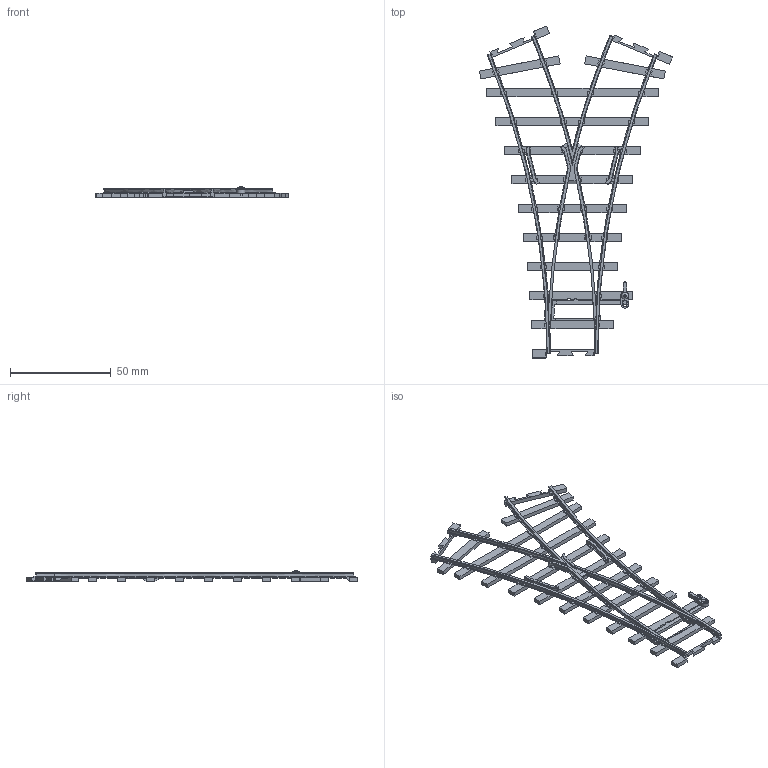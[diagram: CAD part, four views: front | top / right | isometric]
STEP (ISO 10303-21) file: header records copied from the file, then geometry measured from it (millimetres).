
FILE_DESCRIPTION(/* description */ ('','CAx-IF Rec.Pracs.---Representation and Presentation of Product Manufacturing Information (PMI)---4.0---2014-10-13'),/* implementation_level */ '2;1');
FILE_NAME(/* name */ 'Split Turnout 400mm 22.5deg.step',/* time_stamp */ '2024-12-21T21:42:30+05:30',/* author */ (''),/* organization */ (''),/* preprocessor_version */ 'ST-DEVELOPER v20',/* originating_system */ 'Autodesk Translation Framework v13.20.0.188',/* authorisation */ '');
FILE_SCHEMA (('AP242_MANAGED_MODEL_BASED_3D_ENGINEERING_MIM_LF { 1 0 10303 442 1 1 4 }'));
Length unit declared in the file: millimetre
Products named in the file (3): Split Turnout 400mm 22.5deg; Track Joint Parametric v15; 92000A002_Passivated 18-8 Stainless Steel Pan Head Phillips Screws
Assembly tree (2 placements, depth 2):
  Split Turnout 400mm 22.5deg
    Track Joint Parametric v15
    92000A002_Passivated 18-8 Stainless Steel Pan Head Phillips Screws
Bounding box: 95.78 x 164.57 x 5.37 mm (x, y, z)
Volume: 7511.7 mm3; surface area: 14799.1 mm2
Topology: 4 solids, 4 shells, 1228 faces, 3579 edges, 2321 vertices
Faces by surface type: plane 889, cylinder 251, cone 70, bspline 15, torus 2, sphere 1
Full cylindrical faces by diameter (mm): 1.145 x9, 1.6 x10, 1.7 x1, 2 x1, 2.2 x1
Entity records: 42476 total; most frequent: CARTESIAN_POINT 9258, ORIENTED_EDGE 7158, DIRECTION 6902, EDGE_CURVE 3579, LINE 2530, VECTOR 2530, VERTEX_POINT 2321, AXIS2_PLACEMENT_3D 2186
